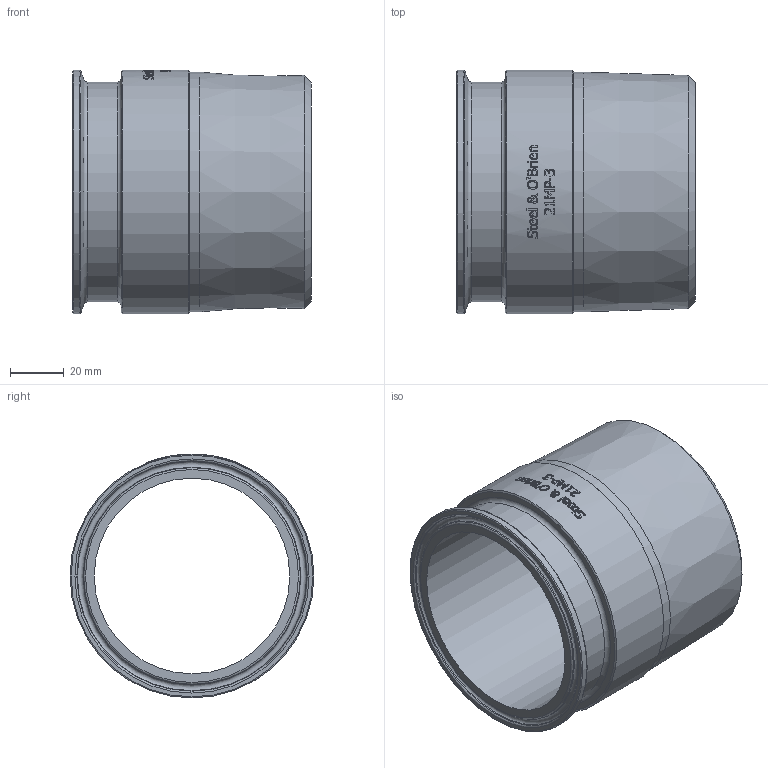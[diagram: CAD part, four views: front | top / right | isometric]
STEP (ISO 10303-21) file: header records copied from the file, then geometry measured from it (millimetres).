
FILE_DESCRIPTION(/* description */ (''),/* implementation_level */ '2;1');
FILE_NAME(/* name */ '21MP-3.stp',/* time_stamp */ '2019-01-30T13:56:56-05:00',/* author */ ('rick'),/* organization */ (''),/* preprocessor_version */ 'ST-DEVELOPER v15.2',/* originating_system */ 'Autodesk Inventor 2014',/* authorisation */ '');
FILE_SCHEMA (('AUTOMOTIVE_DESIGN { 1 0 10303 214 3 1 1 }'));
Length unit declared in the file: inch
Products named in the file (1): AAV03245
Bounding box: 88.9 x 90.91 x 90.91 mm (x, y, z)
Volume: 168772.2 mm3; surface area: 50650.8 mm2
Topology: 1 solids, 1 shells, 342 faces, 908 edges, 600 vertices
Faces by surface type: bspline 158, plane 134, cylinder 34, cone 8, torus 8
Full cylindrical faces by diameter (mm): 72.898 x1, 81.89 x1, 89.322 x1, 90.907 x2
Entity records: 13409 total; most frequent: CARTESIAN_POINT 5857, ORIENTED_EDGE 1774, DIRECTION 1113, EDGE_CURVE 887, VERTEX_POINT 600, LINE 399, VECTOR 399, EDGE_LOOP 397
